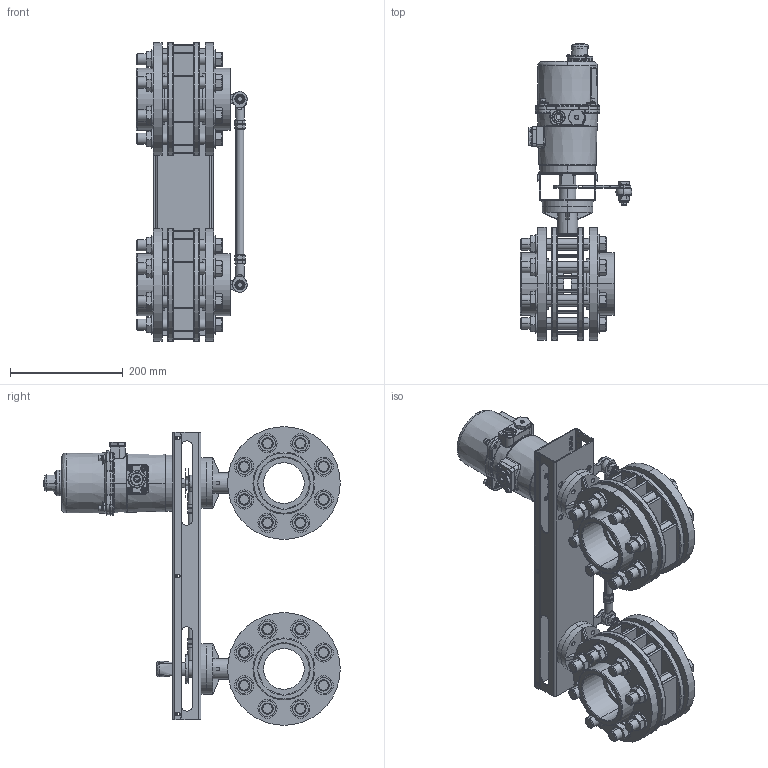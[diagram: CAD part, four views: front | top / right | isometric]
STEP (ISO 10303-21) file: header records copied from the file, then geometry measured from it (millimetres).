
FILE_DESCRIPTION (( 'STEP AP214' ), '1' );
FILE_NAME ('200.549.090 twv 090 330 VDL.STEP', '2021-09-29T14:42:04', ( '' ), ( '' ), 'SwSTEP 2.0', 'SolidWorks 2018', '' );
FILE_SCHEMA (( 'AUTOMOTIVE_DESIGN' ));
Length unit declared in the file: millimetre
Products named in the file (1): 200.549.090 twv 090 330 VDL
Bounding box: 198 x 526.37 x 530 mm (x, y, z)
Surface area: 1205016.3 mm2 (no closed solid volume)
Topology: 0 solids, 51 shells, 2144 faces, 7047 edges, 4724 vertices
Faces by surface type: plane 788, cylinder 610, cone 401, bspline 295, torus 42, sphere 8
Entity records: 129524 total; most frequent: CARTESIAN_POINT 47748, ORIENTED_EDGE 11953, DIRECTION 11191, EDGE_CURVE 7014, VERTEX_POINT 4716, AXIS2_PLACEMENT_3D 4192, LINE 2807, VECTOR 2807
